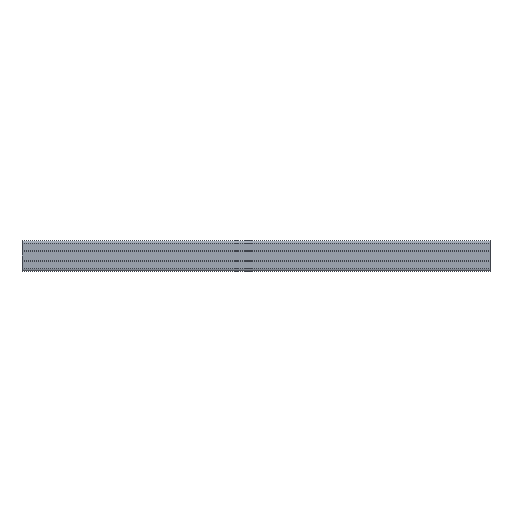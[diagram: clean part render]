
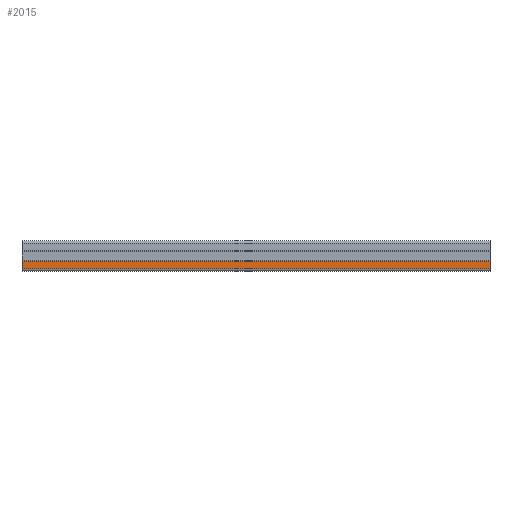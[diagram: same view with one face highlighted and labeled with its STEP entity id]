
A CAD part, front view. The second image highlights one B-rep face of the part: STEP entity #2015.
In plain terms, the highlighted planar face has unit normal (0, -1, 0).
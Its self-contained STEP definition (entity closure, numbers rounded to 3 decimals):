
#124=DIRECTION('',(0.,0.,-1.));
#125=VECTOR('',#124,5.);
#126=CARTESIAN_POINT('',(400.,-10.,-3.5));
#127=LINE('',#126,#125);
#548=DIRECTION('',(-1.,0.,0.));
#549=VECTOR('',#548,310.);
#550=CARTESIAN_POINT('',(400.,-10.,-8.5));
#551=LINE('',#550,#549);
#556=DIRECTION('',(0.,0.,-1.));
#557=VECTOR('',#556,5.);
#558=CARTESIAN_POINT('',(90.,-10.,-3.5));
#559=LINE('',#558,#557);
#560=DIRECTION('',(-1.,0.,0.));
#561=VECTOR('',#560,310.);
#562=CARTESIAN_POINT('',(400.,-10.,-3.5));
#563=LINE('',#562,#561);
#1061=CARTESIAN_POINT('',(400.,-10.,-8.5));
#1062=VERTEX_POINT('',#1061);
#1063=CARTESIAN_POINT('',(400.,-10.,-3.5));
#1064=VERTEX_POINT('',#1063);
#1221=CARTESIAN_POINT('',(90.,-10.,-8.5));
#1222=VERTEX_POINT('',#1221);
#1223=CARTESIAN_POINT('',(90.,-10.,-3.5));
#1224=VERTEX_POINT('',#1223);
#2003=CARTESIAN_POINT('',(0.,-10.,-8.5));
#2004=DIRECTION('',(0.,-1.,0.));
#2005=DIRECTION('',(0.,0.,-1.));
#2006=AXIS2_PLACEMENT_3D('',#2003,#2004,#2005);
#2007=PLANE('',#2006);
#2008=ORIENTED_EDGE('',*,*,#1394,.F.);
#2010=ORIENTED_EDGE('',*,*,#2009,.F.);
#2011=ORIENTED_EDGE('',*,*,#1553,.T.);
#2012=ORIENTED_EDGE('',*,*,#1996,.T.);
#2013=EDGE_LOOP('',(#2008,#2010,#2011,#2012));
#2014=FACE_OUTER_BOUND('',#2013,.F.);
#2015=ADVANCED_FACE('',(#2014),#2007,.T.);
#1394=EDGE_CURVE('',#1224,#1222,#559,.T.);
#1553=EDGE_CURVE('',#1064,#1062,#127,.T.);
#1996=EDGE_CURVE('',#1062,#1222,#551,.T.);
#2009=EDGE_CURVE('',#1064,#1224,#563,.T.);
